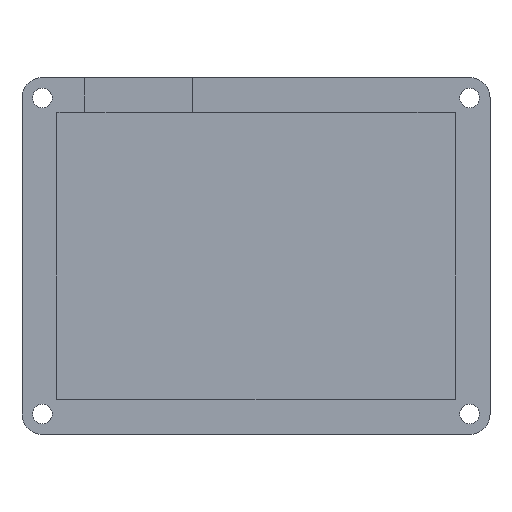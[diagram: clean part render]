
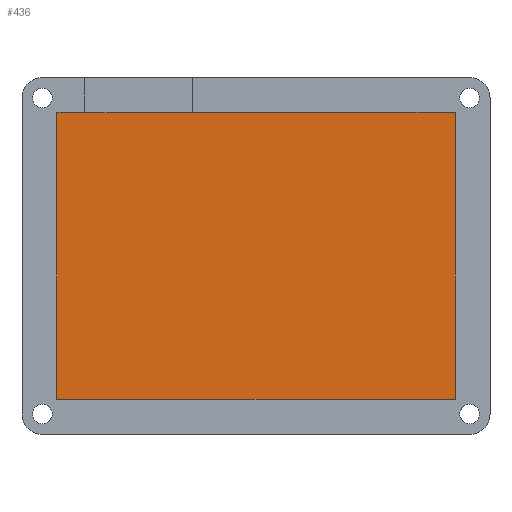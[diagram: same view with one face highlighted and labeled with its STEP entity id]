
A CAD part, top view. The second image highlights one B-rep face of the part: STEP entity #436.
In plain terms, the highlighted planar face has unit normal (0, 0, 1).
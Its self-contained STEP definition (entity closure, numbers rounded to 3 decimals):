
#62=FACE_OUTER_BOUND('',#88,.T.);
#88=EDGE_LOOP('',(#371,#372,#373,#374));
#99=LINE('',#621,#143);
#114=LINE('',#667,#158);
#116=LINE('',#671,#160);
#119=LINE('',#676,#163);
#143=VECTOR('',#499,10.);
#158=VECTOR('',#534,10.);
#160=VECTOR('',#538,10.);
#163=VECTOR('',#543,10.);
#187=VERTEX_POINT('',#619);
#188=VERTEX_POINT('',#620);
#209=VERTEX_POINT('',#666);
#210=VERTEX_POINT('',#670);
#227=EDGE_CURVE('',#187,#188,#99,.T.);
#250=EDGE_CURVE('',#188,#209,#114,.T.);
#252=EDGE_CURVE('',#210,#187,#116,.T.);
#255=EDGE_CURVE('',#209,#210,#119,.T.);
#371=ORIENTED_EDGE('',*,*,#250,.T.);
#372=ORIENTED_EDGE('',*,*,#255,.T.);
#373=ORIENTED_EDGE('',*,*,#252,.T.);
#374=ORIENTED_EDGE('',*,*,#227,.T.);
#418=PLANE('',#484);
#436=ADVANCED_FACE('',(#62),#418,.T.);
#484=AXIS2_PLACEMENT_3D('',#720,#590,#591);
#499=DIRECTION('',(1.,0.,0.));
#534=DIRECTION('',(0.,1.,0.));
#538=DIRECTION('',(0.,-1.,0.));
#543=DIRECTION('',(-1.,0.,0.));
#590=DIRECTION('center_axis',(0.,0.,1.));
#591=DIRECTION('ref_axis',(1.,0.,0.));
#619=CARTESIAN_POINT('',(-1.,-48.3,3.));
#620=CARTESIAN_POINT('',(67.4,-48.3,3.));
#621=CARTESIAN_POINT('',(0.,-48.3,3.));
#666=CARTESIAN_POINT('',(67.4,1.,3.));
#667=CARTESIAN_POINT('',(67.4,-11.825,3.));
#670=CARTESIAN_POINT('',(-1.,1.,3.));
#671=CARTESIAN_POINT('',(-1.,-47.3,3.));
#676=CARTESIAN_POINT('',(0.,1.,3.));
#720=CARTESIAN_POINT('Origin',(33.2,-23.65,3.));
